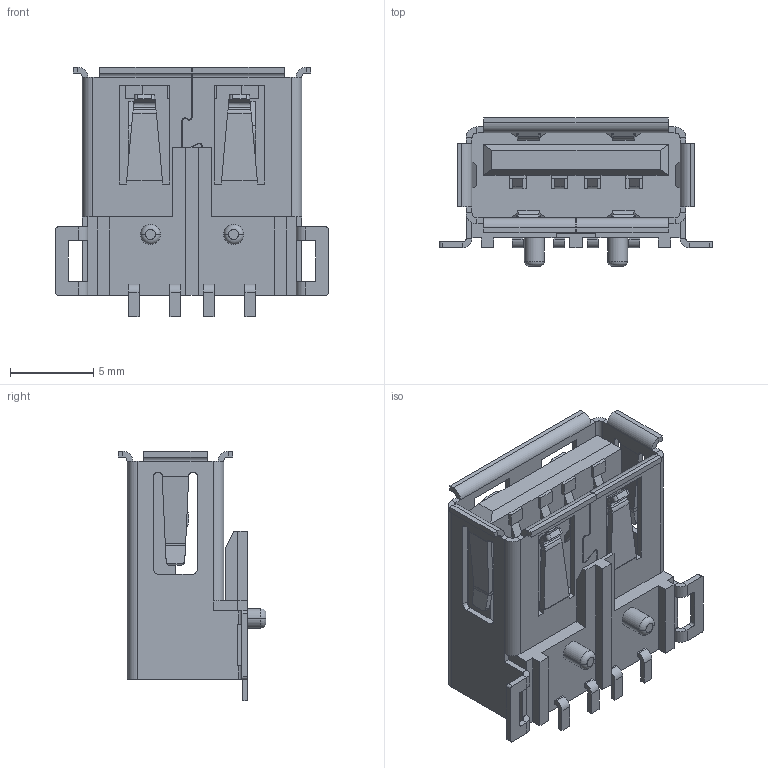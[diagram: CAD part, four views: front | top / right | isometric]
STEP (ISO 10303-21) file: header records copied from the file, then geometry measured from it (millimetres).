
FILE_DESCRIPTION (( 'STEP AP214' ), '1' );
FILE_NAME ('USB-A-S-F-B-SM2-R-TR.STEP', '2020-09-30T10:34:49', ( '' ), ( '' ), 'SwSTEP 2.0', 'SolidWorks 2017', '' );
FILE_SCHEMA (( 'AUTOMOTIVE_DESIGN' ));
Length unit declared in the file: millimetre
Products named in the file (1): USB-A-S-F-B-SM2-R-TR
Bounding box: 16.4 x 8.89 x 15 mm (x, y, z)
Volume: 705.5 mm3; surface area: 1573.7 mm2
Topology: 10 solids, 10 shells, 527 faces, 1276 edges, 768 vertices
Faces by surface type: plane 372, cylinder 130, bspline 21, torus 4
Entity records: 15569 total; most frequent: CARTESIAN_POINT 3187, ORIENTED_EDGE 2552, DIRECTION 2476, EDGE_CURVE 1276, LINE 1006, VECTOR 1006, VERTEX_POINT 768, AXIS2_PLACEMENT_3D 735
